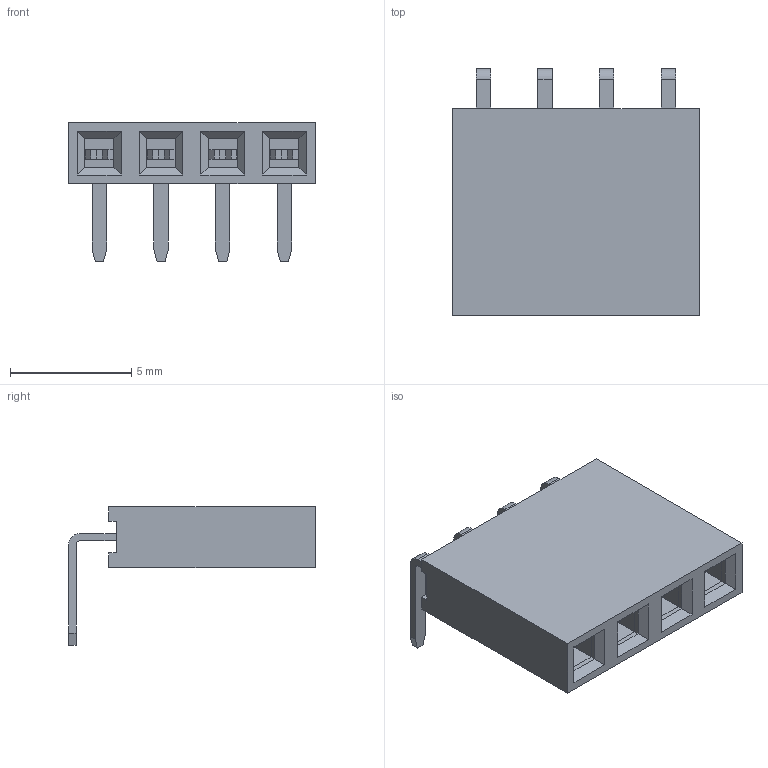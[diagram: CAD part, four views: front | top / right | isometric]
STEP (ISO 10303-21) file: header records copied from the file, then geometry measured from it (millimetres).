
FILE_DESCRIPTION (( 'STEP AP214' ), '1' );
FILE_NAME ('HDR-TH_4P-P2.54-H-F-W10.2.step', '2022-07-02T12:34:25', ( '' ), ( '' ), 'SwSTEP 2.0', 'SolidWorks 2020', '' );
FILE_SCHEMA (( 'AUTOMOTIVE_DESIGN' ));
Length unit declared in the file: millimetre
Products named in the file (1): HDR-TH_4P-P2.54-H-F-W10.2
Bounding box: 10.17 x 10.15 x 5.7 mm (x, y, z)
Volume: 157.3 mm3; surface area: 505.7 mm2
Topology: 1 solids, 1 shells, 469 faces, 1251 edges, 826 vertices
Faces by surface type: plane 349, bspline 112, cylinder 8
Entity records: 20774 total; most frequent: CARTESIAN_POINT 4651, ORIENTED_EDGE 2502, DIRECTION 1755, EDGE_CURVE 1251, LINE 1007, VECTOR 1007, VERTEX_POINT 826, EDGE_LOOP 511
